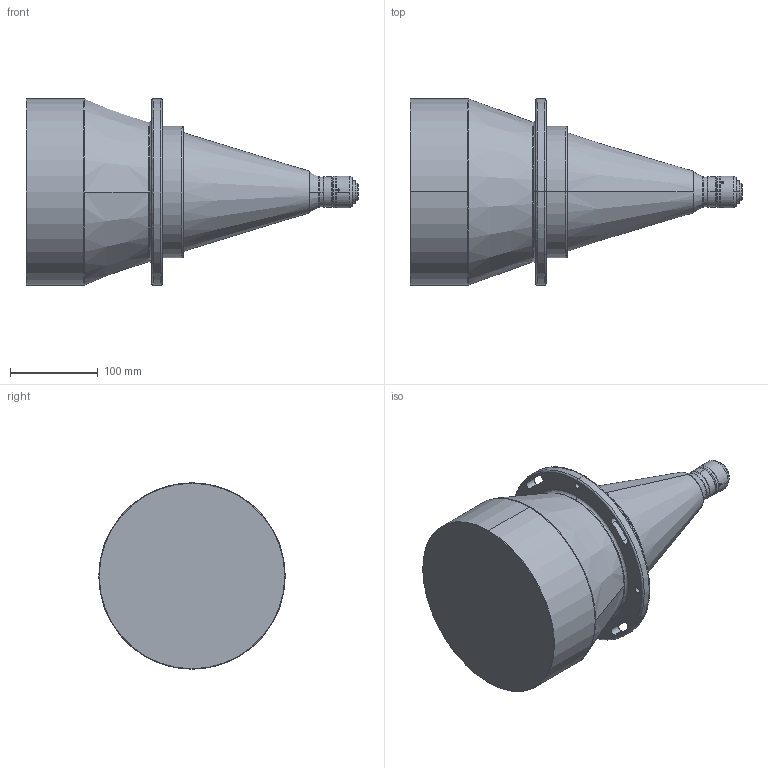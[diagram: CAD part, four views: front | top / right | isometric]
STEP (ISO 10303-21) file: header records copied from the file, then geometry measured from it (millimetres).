
FILE_DESCRIPTION (( 'STEP AP203' ), '1' );
FILE_NAME ('DTCM125-170-AL.STEP', '2019-11-13T03:43:46', ( 'Windows 蚚誧' ), ( '' ), 'SwSTEP 2.0', 'SolidWorks 2017', '' );
FILE_SCHEMA (( 'CONFIG_CONTROL_DESIGN' ));
Length unit declared in the file: millimetre
Products named in the file (1): DTCM125-170-AL
Bounding box: 377.8 x 212 x 212 mm (x, y, z)
Volume: 6296704.6 mm3; surface area: 233290 mm2
Topology: 1 solids, 1 shells, 108 faces, 260 edges, 159 vertices
Faces by surface type: cylinder 56, cone 26, bspline 16, plane 10
Entity records: 4025 total; most frequent: CARTESIAN_POINT 1460, DIRECTION 548, ORIENTED_EDGE 508, EDGE_CURVE 254, AXIS2_PLACEMENT_3D 233, VERTEX_POINT 159, CIRCLE 140, EDGE_LOOP 135
